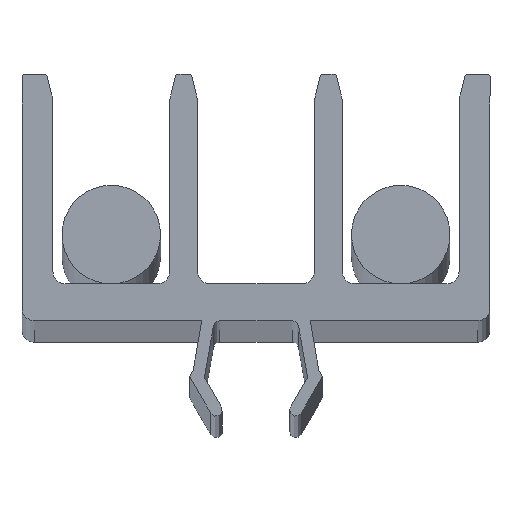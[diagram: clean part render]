
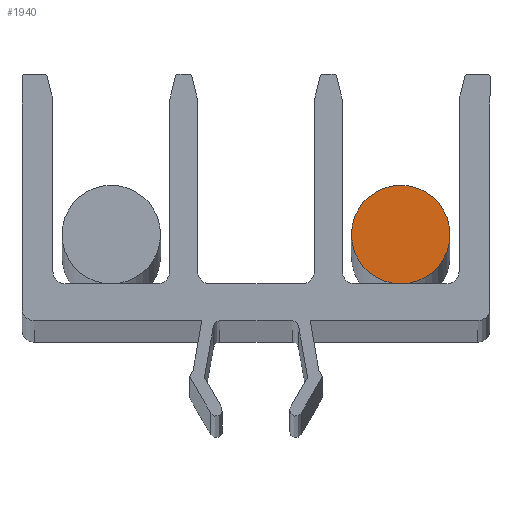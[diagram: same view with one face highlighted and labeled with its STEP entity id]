
A CAD part, top view. The second image highlights one B-rep face of the part: STEP entity #1940.
In plain terms, the highlighted planar face has unit normal (0, 0, 1).
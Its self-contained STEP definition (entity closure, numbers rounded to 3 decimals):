
#22 = DIRECTION ( 'NONE',  ( 0., 0., -1. ) ) ;
#74 = VERTEX_POINT ( 'NONE', #499 ) ;
#111 = VERTEX_POINT ( 'NONE', #1294 ) ;
#127 = AXIS2_PLACEMENT_3D ( 'NONE', #1499, #22, #1335 ) ;
#382 = EDGE_CURVE ( 'NONE', #74, #111, #743, .T. ) ;
#499 = CARTESIAN_POINT ( 'NONE',  ( -94.899, -24.349, 635.869 ) ) ;
#743 = CIRCLE ( 'NONE', #1989, 4. ) ;
#762 = CARTESIAN_POINT ( 'NONE',  ( -98.899, -24.349, 635.869 ) ) ;
#809 = PLANE ( 'NONE',  #1535 ) ;
#816 = DIRECTION ( 'NONE',  ( 0., 0., 1. ) ) ;
#967 = FACE_OUTER_BOUND ( 'NONE', #1101, .T. ) ;
#988 = CIRCLE ( 'NONE', #127, 4. ) ;
#1101 = EDGE_LOOP ( 'NONE', ( #1448, #1236 ) ) ;
#1236 = ORIENTED_EDGE ( 'NONE', *, *, #1636, .F. ) ;
#1294 = CARTESIAN_POINT ( 'NONE',  ( -102.899, -24.349, 635.869 ) ) ;
#1335 = DIRECTION ( 'NONE',  ( -1., 0., 0. ) ) ;
#1448 = ORIENTED_EDGE ( 'NONE', *, *, #382, .F. ) ;
#1499 = CARTESIAN_POINT ( 'NONE',  ( -98.899, -24.349, 635.869 ) ) ;
#1535 = AXIS2_PLACEMENT_3D ( 'NONE', #1621, #816, #2113 ) ;
#1621 = CARTESIAN_POINT ( 'NONE',  ( -98.899, -24.349, 635.869 ) ) ;
#1636 = EDGE_CURVE ( 'NONE', #111, #74, #988, .T. ) ;
#1723 = DIRECTION ( 'NONE',  ( 0., 0., -1. ) ) ;
#1940 = ADVANCED_FACE ( 'NONE', ( #967 ), #809, .T. ) ;
#1989 = AXIS2_PLACEMENT_3D ( 'NONE', #762, #1723, #2077 ) ;
#2077 = DIRECTION ( 'NONE',  ( -1., 0., 0. ) ) ;
#2113 = DIRECTION ( 'NONE',  ( 1., 0., 0. ) ) ;
